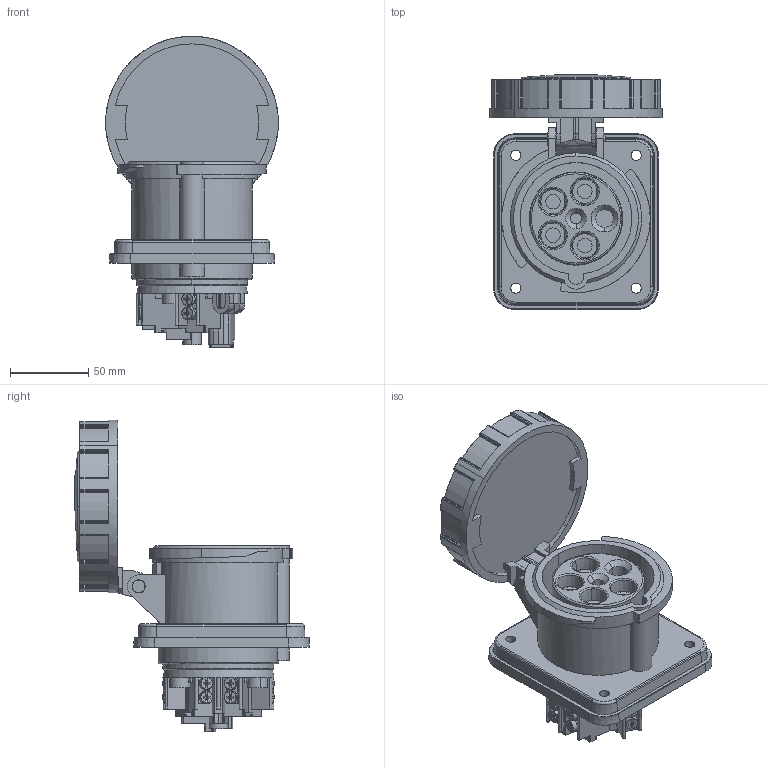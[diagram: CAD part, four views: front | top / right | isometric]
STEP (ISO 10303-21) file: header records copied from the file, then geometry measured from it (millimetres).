
FILE_DESCRIPTION (( 'STEP AP203' ), '1' );
FILE_NAME ('BRY560R9W.step', '2022-08-17T19:34:52', ( '' ), ( '' ), 'SwSTEP 2.0', 'SolidWorks 2021', '' );
FILE_SCHEMA (( 'CONFIG_CONTROL_DESIGN' ));
Length unit declared in the file: millimetre
Products named in the file (1): BRY560R9W
Bounding box: 110.31 x 150.27 x 199.16 mm (x, y, z)
Volume: 686964.2 mm3; surface area: 131806.6 mm2
Topology: 2 solids, 6 shells, 1788 faces, 4770 edges, 3056 vertices
Faces by surface type: plane 750, cylinder 686, torus 215, cone 96, bspline 37, sphere 4
Entity records: 58101 total; most frequent: CARTESIAN_POINT 13677, ORIENTED_EDGE 9500, DIRECTION 9367, EDGE_CURVE 4750, AXIS2_PLACEMENT_3D 3520, VERTEX_POINT 3056, LINE 2327, VECTOR 2327
